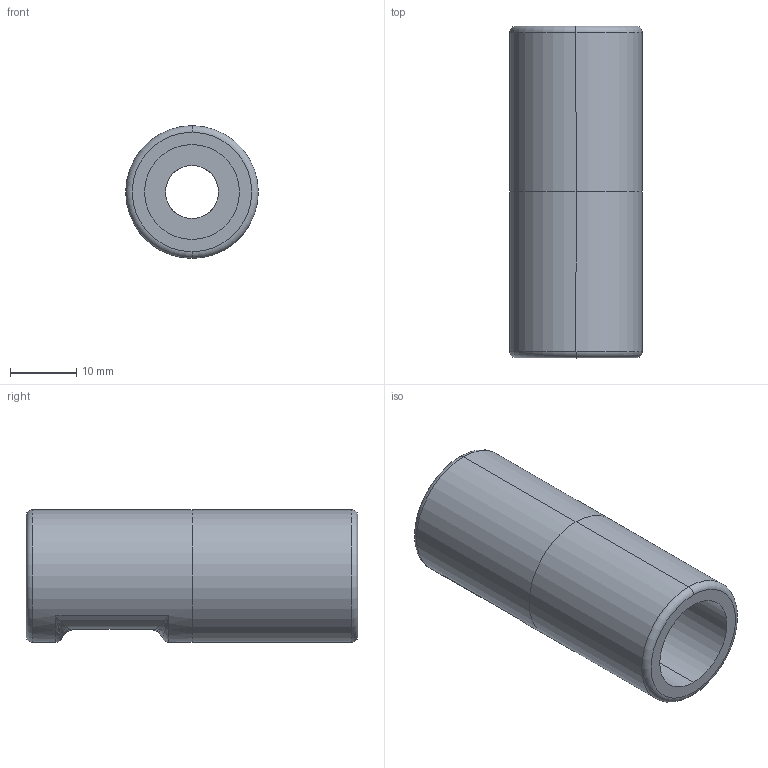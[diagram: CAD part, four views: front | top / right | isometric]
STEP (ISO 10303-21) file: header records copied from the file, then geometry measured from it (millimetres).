
FILE_DESCRIPTION(('CATIA V5 STEP Exchange'),'2;1');
FILE_NAME('BOS_V3_SPRAYER_PIPE.stp','2023-12-09T14:43:00+00:00',('none'),('none'),'CATIA Unofficial Packaging Version SP3','CATIA V5 STEP AP203','none');
FILE_SCHEMA(('CONFIG_CONTROL_DESIGN'));
Length unit declared in the file: millimetre
Products named in the file (1): BOS_V3_SPRAYER_PIPE
Bounding box: 20 x 50 x 20 mm (x, y, z)
Volume: 10152.4 mm3; surface area: 5313.6 mm2
Topology: 1 solids, 1 shells, 41 faces, 102 edges, 58 vertices
Faces by surface type: cylinder 17, bspline 10, torus 8, plane 6
Entity records: 1639 total; most frequent: CARTESIAN_POINT 806, ORIENTED_EDGE 196, DIRECTION 98, EDGE_CURVE 98, VERTEX_POINT 58, AXIS2_PLACEMENT_3D 57, EDGE_LOOP 44, ADVANCED_FACE 41
